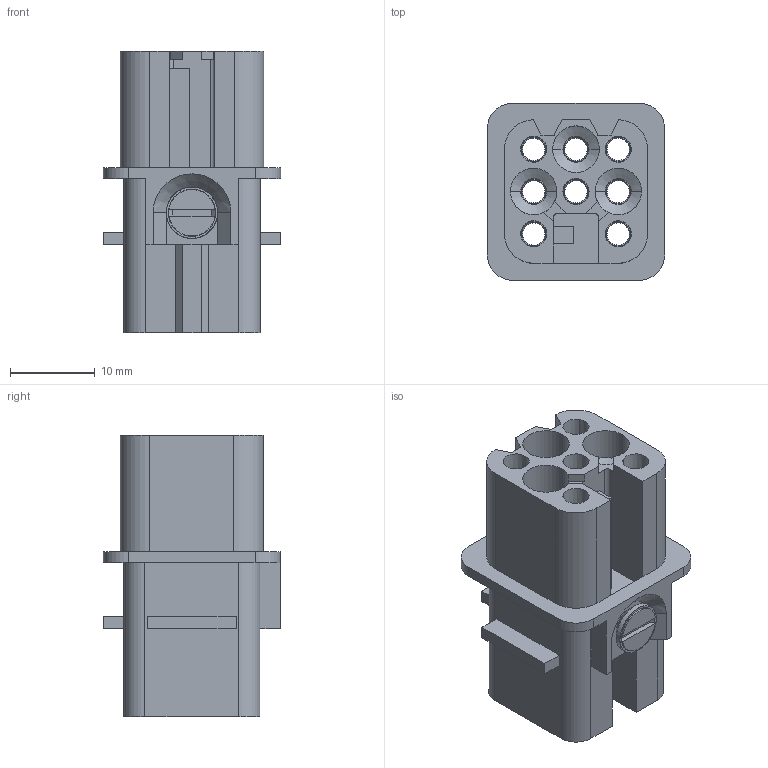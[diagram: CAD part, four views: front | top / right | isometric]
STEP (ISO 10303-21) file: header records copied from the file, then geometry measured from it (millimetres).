
FILE_DESCRIPTION(('CATIA V5 STEP','CAx-IF Rec.Pracs.--- Model Styling and Organization---1.2---2011-12-15'),'2;1');
FILE_NAME ('13455584_2', '2018-08-20T09:45:22+00:00', ('none'), ('Weidmueller'), 'CATIA Version 5-6 Release 2014 SP4 HF52', 'CATIA V5 STEP AP214', 'none');
FILE_SCHEMA(('AUTOMOTIVE_DESIGN { 1 0 10303 214 1 1 1 1 }'));
Length unit declared in the file: millimetre
Products named in the file (1): 1650600000
Bounding box: 20.95 x 21.01 x 33.3 mm (x, y, z)
Volume: 5733.3 mm3; surface area: 6949.4 mm2
Topology: 1 solids, 3 shells, 575 faces, 1601 edges, 1033 vertices
Faces by surface type: bspline 204, cone 137, plane 123, cylinder 105, torus 6
Entity records: 24060 total; most frequent: CARTESIAN_POINT 11742, ORIENTED_EDGE 3202, EDGE_CURVE 1601, DIRECTION 1407, VERTEX_POINT 1033, AXIS2_PLACEMENT_3D 663, EDGE_LOOP 628, B_SPLINE_CURVE_WITH_KNOTS 608
